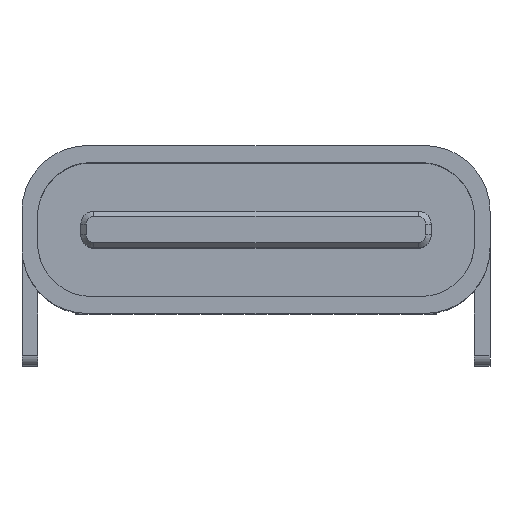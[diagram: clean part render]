
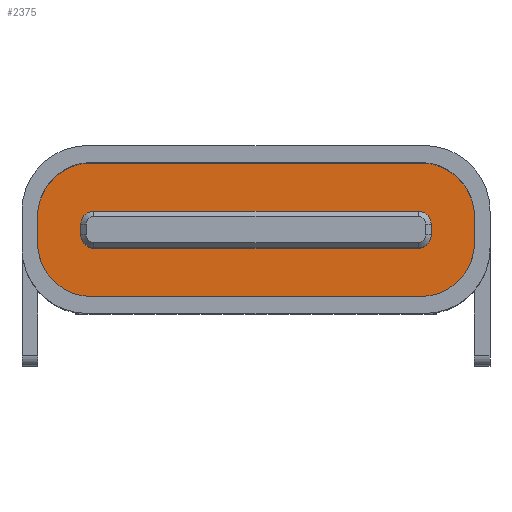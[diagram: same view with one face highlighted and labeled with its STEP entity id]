
A CAD part, top view. The second image highlights one B-rep face of the part: STEP entity #2375.
In plain terms, the highlighted planar face has unit normal (0, 0, 1).
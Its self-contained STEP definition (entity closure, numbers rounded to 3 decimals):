
#20=FACE_BOUND('',#345,.T.);
#103=PLANE('',#2567);
#221=FACE_OUTER_BOUND('',#344,.T.);
#344=EDGE_LOOP('',(#2149,#2150,#2151,#2152,#2153,#2154,#2155,#2156,#2157,
#2158,#2159,#2160));
#345=EDGE_LOOP('',(#2161,#2162,#2163,#2164,#2165,#2166,#2167,#2168));
#478=LINE('',#3533,#764);
#484=LINE('',#3551,#770);
#506=LINE('',#3620,#792);
#510=LINE('',#3629,#796);
#513=LINE('',#3638,#799);
#516=LINE('',#3648,#802);
#621=LINE('',#3864,#907);
#623=LINE('',#3867,#909);
#624=LINE('',#3870,#910);
#625=LINE('',#3872,#911);
#626=LINE('',#3874,#912);
#627=LINE('',#3878,#913);
#764=VECTOR('',#2822,10.);
#770=VECTOR('',#2840,10.);
#792=VECTOR('',#2906,10.);
#796=VECTOR('',#2916,10.);
#799=VECTOR('',#2927,10.);
#802=VECTOR('',#2940,10.);
#907=VECTOR('',#3161,10.);
#909=VECTOR('',#3165,10.);
#910=VECTOR('',#3168,10.);
#911=VECTOR('',#3169,10.);
#912=VECTOR('',#3170,10.);
#913=VECTOR('',#3173,10.);
#970=CIRCLE('',#2469,1.03);
#977=CIRCLE('',#2478,1.03);
#986=CIRCLE('',#2497,0.25);
#987=CIRCLE('',#2500,0.25);
#988=CIRCLE('',#2504,0.25);
#989=CIRCLE('',#2506,0.25);
#993=CIRCLE('',#2568,1.03);
#994=CIRCLE('',#2569,1.03);
#1116=VERTEX_POINT('',#3530);
#1117=VERTEX_POINT('',#3532);
#1118=VERTEX_POINT('',#3536);
#1119=VERTEX_POINT('',#3538);
#1123=VERTEX_POINT('',#3549);
#1130=VERTEX_POINT('',#3565);
#1147=VERTEX_POINT('',#3617);
#1148=VERTEX_POINT('',#3619);
#1149=VERTEX_POINT('',#3623);
#1150=VERTEX_POINT('',#3627);
#1151=VERTEX_POINT('',#3631);
#1152=VERTEX_POINT('',#3636);
#1153=VERTEX_POINT('',#3640);
#1154=VERTEX_POINT('',#3644);
#1207=VERTEX_POINT('',#3863);
#1208=VERTEX_POINT('',#3869);
#1209=VERTEX_POINT('',#3871);
#1210=VERTEX_POINT('',#3873);
#1211=VERTEX_POINT('',#3875);
#1212=VERTEX_POINT('',#3877);
#1367=EDGE_CURVE('',#1116,#1117,#478,.T.);
#1370=EDGE_CURVE('',#1119,#1118,#970,.T.);
#1377=EDGE_CURVE('',#1123,#1118,#484,.T.);
#1385=EDGE_CURVE('',#1123,#1130,#977,.T.);
#1411=EDGE_CURVE('',#1148,#1147,#506,.T.);
#1414=EDGE_CURVE('',#1149,#1147,#986,.F.);
#1416=EDGE_CURVE('',#1149,#1150,#510,.T.);
#1418=EDGE_CURVE('',#1151,#1150,#987,.F.);
#1420=EDGE_CURVE('',#1151,#1152,#513,.T.);
#1421=EDGE_CURVE('',#1148,#1153,#988,.F.);
#1424=EDGE_CURVE('',#1154,#1152,#989,.F.);
#1425=EDGE_CURVE('',#1154,#1153,#516,.T.);
#1533=EDGE_CURVE('',#1207,#1119,#621,.T.);
#1535=EDGE_CURVE('',#1116,#1207,#623,.T.);
#1536=EDGE_CURVE('',#1130,#1208,#624,.T.);
#1537=EDGE_CURVE('',#1208,#1209,#625,.T.);
#1538=EDGE_CURVE('',#1210,#1209,#626,.T.);
#1539=EDGE_CURVE('',#1210,#1211,#993,.T.);
#1540=EDGE_CURVE('',#1212,#1211,#627,.T.);
#1541=EDGE_CURVE('',#1212,#1117,#994,.T.);
#2149=ORIENTED_EDGE('',*,*,#1535,.T.);
#2150=ORIENTED_EDGE('',*,*,#1533,.T.);
#2151=ORIENTED_EDGE('',*,*,#1370,.T.);
#2152=ORIENTED_EDGE('',*,*,#1377,.F.);
#2153=ORIENTED_EDGE('',*,*,#1385,.T.);
#2154=ORIENTED_EDGE('',*,*,#1536,.T.);
#2155=ORIENTED_EDGE('',*,*,#1537,.T.);
#2156=ORIENTED_EDGE('',*,*,#1538,.F.);
#2157=ORIENTED_EDGE('',*,*,#1539,.T.);
#2158=ORIENTED_EDGE('',*,*,#1540,.F.);
#2159=ORIENTED_EDGE('',*,*,#1541,.T.);
#2160=ORIENTED_EDGE('',*,*,#1367,.F.);
#2161=ORIENTED_EDGE('',*,*,#1416,.T.);
#2162=ORIENTED_EDGE('',*,*,#1418,.F.);
#2163=ORIENTED_EDGE('',*,*,#1420,.T.);
#2164=ORIENTED_EDGE('',*,*,#1424,.F.);
#2165=ORIENTED_EDGE('',*,*,#1425,.T.);
#2166=ORIENTED_EDGE('',*,*,#1421,.F.);
#2167=ORIENTED_EDGE('',*,*,#1411,.T.);
#2168=ORIENTED_EDGE('',*,*,#1414,.F.);
#2375=ADVANCED_FACE('',(#221,#20),#103,.T.);
#2469=AXIS2_PLACEMENT_3D('',#3539,#2827,#2828);
#2478=AXIS2_PLACEMENT_3D('',#3567,#2853,#2854);
#2497=AXIS2_PLACEMENT_3D('',#3625,#2911,#2912);
#2500=AXIS2_PLACEMENT_3D('',#3633,#2920,#2921);
#2504=AXIS2_PLACEMENT_3D('',#3641,#2930,#2931);
#2506=AXIS2_PLACEMENT_3D('',#3646,#2936,#2937);
#2567=AXIS2_PLACEMENT_3D('',#3868,#3166,#3167);
#2568=AXIS2_PLACEMENT_3D('',#3876,#3171,#3172);
#2569=AXIS2_PLACEMENT_3D('',#3879,#3174,#3175);
#2822=DIRECTION('',(0.,1.,0.));
#2827=DIRECTION('center_axis',(0.,0.,1.));
#2828=DIRECTION('ref_axis',(-0.707,-0.707,0.));
#2840=DIRECTION('',(-1.,0.,0.));
#2853=DIRECTION('center_axis',(0.,0.,1.));
#2854=DIRECTION('ref_axis',(0.707,-0.707,0.));
#2906=DIRECTION('',(-1.,0.,0.));
#2911=DIRECTION('center_axis',(0.,0.,-1.));
#2912=DIRECTION('ref_axis',(-0.707,-0.707,0.));
#2916=DIRECTION('',(0.,1.,0.));
#2920=DIRECTION('center_axis',(0.,0.,-1.));
#2921=DIRECTION('ref_axis',(-0.707,0.707,0.));
#2927=DIRECTION('',(1.,0.,0.));
#2930=DIRECTION('center_axis',(0.,0.,-1.));
#2931=DIRECTION('ref_axis',(0.707,-0.707,0.));
#2936=DIRECTION('center_axis',(0.,0.,-1.));
#2937=DIRECTION('ref_axis',(0.707,0.707,0.));
#2940=DIRECTION('',(0.,-1.,0.));
#3161=DIRECTION('',(0.,-1.,0.));
#3165=DIRECTION('',(1.,0.,0.));
#3166=DIRECTION('center_axis',(0.,0.,1.));
#3167=DIRECTION('ref_axis',(1.,0.,0.));
#3168=DIRECTION('',(0.,1.,0.));
#3169=DIRECTION('',(1.,0.,0.));
#3170=DIRECTION('',(0.,-1.,0.));
#3171=DIRECTION('center_axis',(0.,0.,1.));
#3172=DIRECTION('ref_axis',(0.707,0.707,0.));
#3173=DIRECTION('',(1.,0.,0.));
#3174=DIRECTION('center_axis',(0.,0.,1.));
#3175=DIRECTION('ref_axis',(-0.707,0.707,0.));
#3530=CARTESIAN_POINT('',(-4.025,1.5,-5.8));
#3532=CARTESIAN_POINT('',(-4.025,1.855,-5.8));
#3533=CARTESIAN_POINT('',(-4.025,2.245,-5.8));
#3536=CARTESIAN_POINT('',(-2.995,0.325,-5.8));
#3538=CARTESIAN_POINT('',(-4.02,1.254,-5.8));
#3539=CARTESIAN_POINT('Origin',(-2.995,1.355,-5.8));
#3549=CARTESIAN_POINT('',(3.295,0.325,-5.8));
#3551=CARTESIAN_POINT('',(-1.938,0.325,-5.8));
#3565=CARTESIAN_POINT('',(4.32,1.254,-5.8));
#3567=CARTESIAN_POINT('Origin',(3.295,1.355,-5.8));
#3617=CARTESIAN_POINT('',(-2.945,1.255,-5.8));
#3619=CARTESIAN_POINT('',(3.245,1.255,-5.8));
#3620=CARTESIAN_POINT('',(-1.523,1.255,-5.8));
#3623=CARTESIAN_POINT('',(-3.195,1.505,-5.8));
#3625=CARTESIAN_POINT('Origin',(-2.945,1.505,-5.8));
#3627=CARTESIAN_POINT('',(-3.195,1.705,-5.8));
#3629=CARTESIAN_POINT('',(-3.195,1.78,-5.8));
#3631=CARTESIAN_POINT('',(-2.945,1.955,-5.8));
#3633=CARTESIAN_POINT('Origin',(-2.945,1.705,-5.8));
#3636=CARTESIAN_POINT('',(3.245,1.955,-5.8));
#3638=CARTESIAN_POINT('',(1.823,1.955,-5.8));
#3640=CARTESIAN_POINT('',(3.495,1.505,-5.8));
#3641=CARTESIAN_POINT('Origin',(3.245,1.505,-5.8));
#3644=CARTESIAN_POINT('',(3.495,1.705,-5.8));
#3646=CARTESIAN_POINT('Origin',(3.245,1.705,-5.8));
#3648=CARTESIAN_POINT('',(3.495,1.43,-5.8));
#3863=CARTESIAN_POINT('',(-4.02,1.5,-5.8));
#3864=CARTESIAN_POINT('',(-4.02,0.803,-5.8));
#3867=CARTESIAN_POINT('',(-2.01,1.5,-5.8));
#3868=CARTESIAN_POINT('Origin',(0.15,1.605,-5.8));
#3869=CARTESIAN_POINT('',(4.32,1.5,-5.8));
#3870=CARTESIAN_POINT('',(4.32,0.803,-5.8));
#3871=CARTESIAN_POINT('',(4.325,1.5,-5.8));
#3872=CARTESIAN_POINT('',(2.31,1.5,-5.8));
#3873=CARTESIAN_POINT('',(4.325,1.855,-5.8));
#3874=CARTESIAN_POINT('',(4.325,0.965,-5.8));
#3875=CARTESIAN_POINT('',(3.295,2.885,-5.8));
#3876=CARTESIAN_POINT('Origin',(3.295,1.855,-5.8));
#3877=CARTESIAN_POINT('',(-2.995,2.885,-5.8));
#3878=CARTESIAN_POINT('',(2.238,2.885,-5.8));
#3879=CARTESIAN_POINT('Origin',(-2.995,1.855,-5.8));
